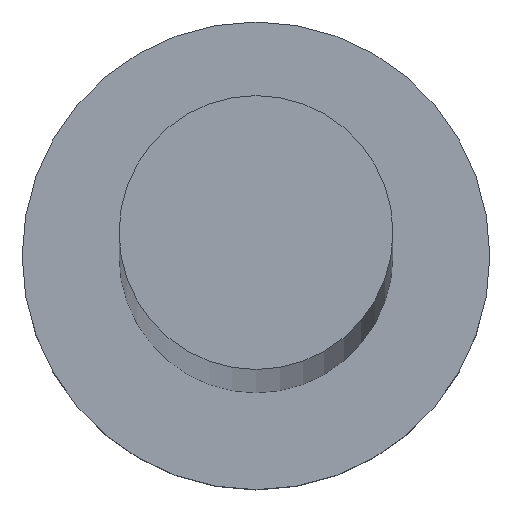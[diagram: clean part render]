
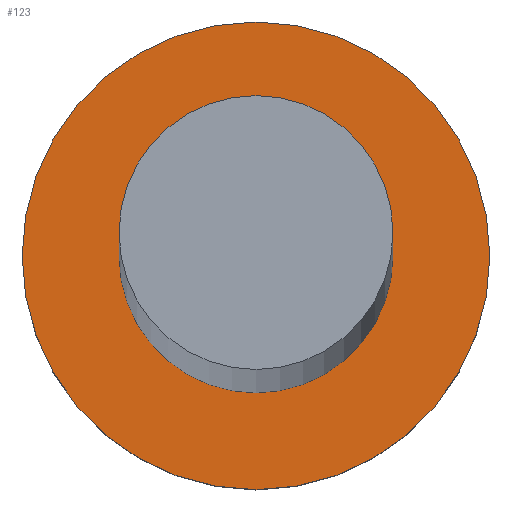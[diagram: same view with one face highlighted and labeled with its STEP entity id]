
A CAD part, top view. The second image highlights one B-rep face of the part: STEP entity #123.
In plain terms, the highlighted planar face has unit normal (0, 0, 1).
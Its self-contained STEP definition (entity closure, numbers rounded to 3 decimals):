
#5 = CARTESIAN_POINT ( 'NONE',  ( 4.1, 0., 5. ) ) ;
#10 = EDGE_CURVE ( 'NONE', #129, #96, #199, .T. ) ;
#16 = DIRECTION ( 'NONE',  ( 1., 0., 0. ) ) ;
#24 = DIRECTION ( 'NONE',  ( 0., 0., 1. ) ) ;
#28 = AXIS2_PLACEMENT_3D ( 'NONE', #82, #204, #16 ) ;
#39 = EDGE_CURVE ( 'NONE', #224, #53, #156, .T. ) ;
#53 = VERTEX_POINT ( 'NONE', #137 ) ;
#58 = CIRCLE ( 'NONE', #216, 4.1 ) ;
#61 = FACE_BOUND ( 'NONE', #187, .T. ) ;
#75 = DIRECTION ( 'NONE',  ( 0., 0., 1. ) ) ;
#76 = CARTESIAN_POINT ( 'NONE',  ( 0., 0., 5. ) ) ;
#82 = CARTESIAN_POINT ( 'NONE',  ( 0., 0., 5. ) ) ;
#85 = ORIENTED_EDGE ( 'NONE', *, *, #157, .F. ) ;
#94 = DIRECTION ( 'NONE',  ( 1., 0., 0. ) ) ;
#96 = VERTEX_POINT ( 'NONE', #98 ) ;
#98 = CARTESIAN_POINT ( 'NONE',  ( -4.1, 0., 5. ) ) ;
#100 = PLANE ( 'NONE',  #141 ) ;
#103 = AXIS2_PLACEMENT_3D ( 'NONE', #76, #75, #94 ) ;
#111 = DIRECTION ( 'NONE',  ( 1., 0., 0. ) ) ;
#123 = ADVANCED_FACE ( 'NONE', ( #61, #153 ), #100, .T. ) ;
#127 = CARTESIAN_POINT ( 'NONE',  ( -7., 0., 5. ) ) ;
#129 = VERTEX_POINT ( 'NONE', #5 ) ;
#136 = CARTESIAN_POINT ( 'NONE',  ( 0., 0., 5. ) ) ;
#137 = CARTESIAN_POINT ( 'NONE',  ( 7., 0., 5. ) ) ;
#138 = CARTESIAN_POINT ( 'NONE',  ( 0., 0., 5. ) ) ;
#141 = AXIS2_PLACEMENT_3D ( 'NONE', #138, #214, #195 ) ;
#144 = CARTESIAN_POINT ( 'NONE',  ( 0., 0., 5. ) ) ;
#146 = ORIENTED_EDGE ( 'NONE', *, *, #39, .T. ) ;
#151 = EDGE_CURVE ( 'NONE', #53, #224, #196, .T. ) ;
#153 = FACE_OUTER_BOUND ( 'NONE', #247, .T. ) ;
#156 = CIRCLE ( 'NONE', #192, 7. ) ;
#157 = EDGE_CURVE ( 'NONE', #96, #129, #58, .T. ) ;
#176 = DIRECTION ( 'NONE',  ( 1., 0., 0. ) ) ;
#184 = ORIENTED_EDGE ( 'NONE', *, *, #10, .F. ) ;
#187 = EDGE_LOOP ( 'NONE', ( #85, #184 ) ) ;
#192 = AXIS2_PLACEMENT_3D ( 'NONE', #136, #24, #176 ) ;
#195 = DIRECTION ( 'NONE',  ( 1., 0., 0. ) ) ;
#196 = CIRCLE ( 'NONE', #28, 7. ) ;
#199 = CIRCLE ( 'NONE', #103, 4.1 ) ;
#201 = DIRECTION ( 'NONE',  ( 0., 0., 1. ) ) ;
#204 = DIRECTION ( 'NONE',  ( 0., 0., 1. ) ) ;
#214 = DIRECTION ( 'NONE',  ( 0., 0., 1. ) ) ;
#216 = AXIS2_PLACEMENT_3D ( 'NONE', #144, #201, #111 ) ;
#224 = VERTEX_POINT ( 'NONE', #127 ) ;
#246 = ORIENTED_EDGE ( 'NONE', *, *, #151, .T. ) ;
#247 = EDGE_LOOP ( 'NONE', ( #146, #246 ) ) ;
